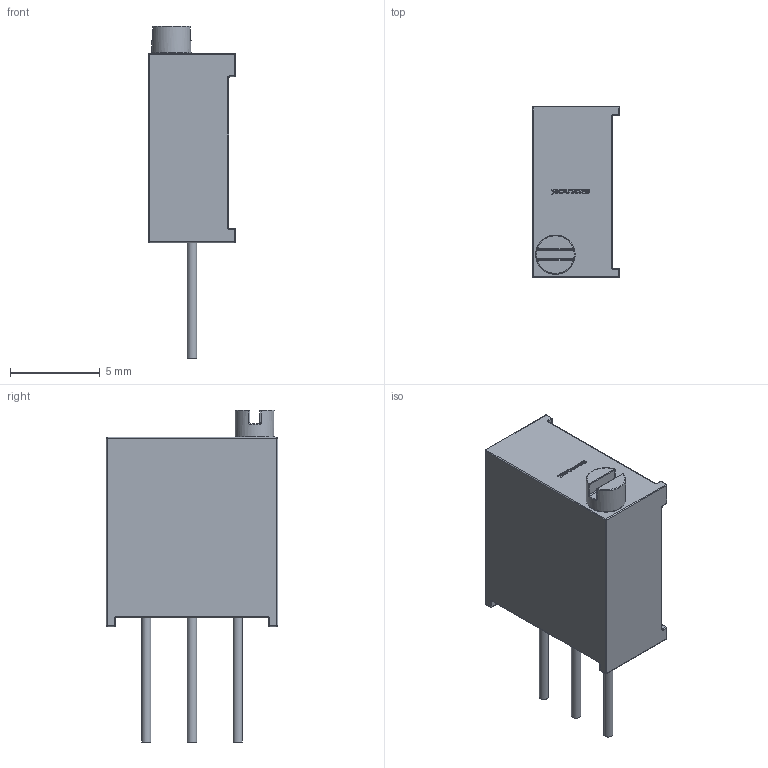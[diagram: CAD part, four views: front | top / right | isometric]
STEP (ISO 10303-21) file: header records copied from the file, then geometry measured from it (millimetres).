
FILE_DESCRIPTION(/* description */ (''),/* implementation_level */ '2;1');
FILE_NAME(/* name */ '3296W-1-203RLF.stp',/* time_stamp */ '2020-06-30T05:14:13+02:00',/* author */ ('khaled'),/* organization */ (''),/* preprocessor_version */ 'ST-DEVELOPER v17.2',/* originating_system */ 'Autodesk Inventor 2019',/* authorisation */ '');
FILE_SCHEMA (('AUTOMOTIVE_DESIGN { 1 0 10303 214 3 1 1 }'));
Length unit declared in the file: millimetre
Products named in the file (5): 3296W-1-203RLF; 1; 2; 3; Bourns
Assembly tree (4 placements, depth 2):
  3296W-1-203RLF
    1
    2
    3
    Bourns
Bounding box: 4.83 x 9.53 x 18.45 mm (x, y, z)
Volume: 436.8 mm3; surface area: 431.4 mm2
Topology: 11 solids, 11 shells, 369 faces, 934 edges, 587 vertices
Faces by surface type: plane 129, bspline 129, cylinder 66, sphere 26, torus 19
Full cylindrical faces by diameter (mm): 0.508 x3, 2.184 x1
Entity records: 12000 total; most frequent: CARTESIAN_POINT 3546, ORIENTED_EDGE 1868, DIRECTION 1442, EDGE_CURVE 934, VERTEX_POINT 587, LINE 508, VECTOR 508, AXIS2_PLACEMENT_3D 467
